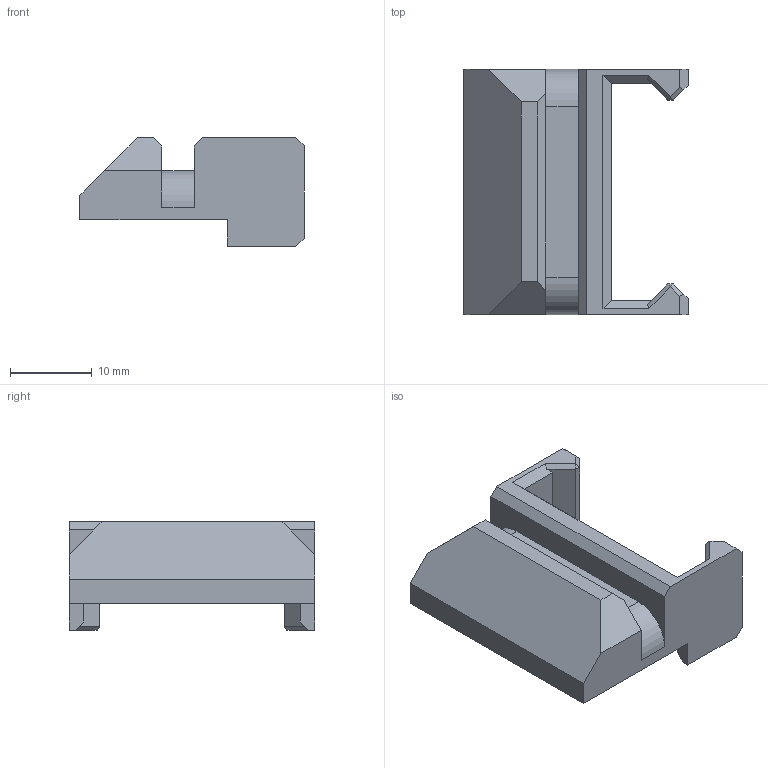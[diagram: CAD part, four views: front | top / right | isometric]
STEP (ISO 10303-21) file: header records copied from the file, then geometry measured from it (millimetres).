
FILE_DESCRIPTION(/* description */ (''),/* implementation_level */ '2;1');
FILE_NAME(/* name */ 'G3.step',/* time_stamp */ '2026-01-31T19:15:53+01:00',/* author */ (''),/* organization */ (''),/* preprocessor_version */ 'ST-DEVELOPER v20.1',/* originating_system */ 'Autodesk Translation Framework v14.21.0.0',/* authorisation */ '');
FILE_SCHEMA (('AUTOMOTIVE_DESIGN { 1 0 10303 214 3 1 1 }'));
Length unit declared in the file: millimetre
Products named in the file (1): G3
Bounding box: 27.4 x 30 x 13.25 mm (x, y, z)
Volume: 4589.3 mm3; surface area: 2599 mm2
Topology: 1 solids, 1 shells, 53 faces, 139 edges, 88 vertices
Faces by surface type: plane 51, cylinder 2
Entity records: 1618 total; most frequent: CARTESIAN_POINT 281, ORIENTED_EDGE 278, DIRECTION 251, EDGE_CURVE 139, LINE 135, VECTOR 135, VERTEX_POINT 88, AXIS2_PLACEMENT_3D 58
